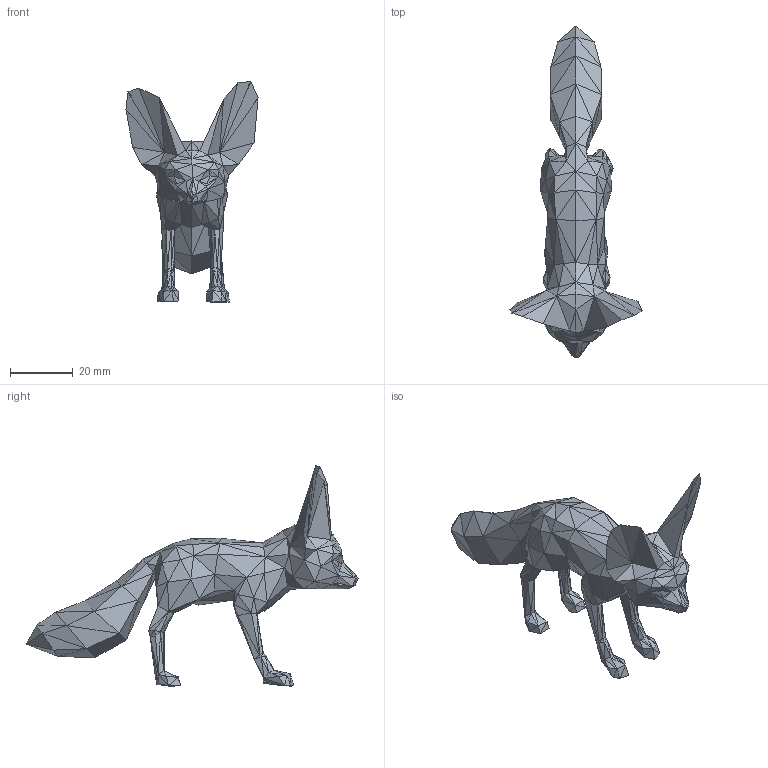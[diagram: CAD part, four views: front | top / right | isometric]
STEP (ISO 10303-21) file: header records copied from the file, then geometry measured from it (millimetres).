
FILE_DESCRIPTION((''),'2;1');
FILE_NAME('Fennec_Fox', '2025-05-30T08:49:32', (''), (''), 'ImageToStl.com STEP Converter','', '');
FILE_SCHEMA(('AUTOMOTIVE_DESIGN_CC2'));
Length unit declared in the file: metre
Products named in the file (1): product0
Bounding box: 42.25 x 106.21 x 70.51 mm (x, y, z)
Surface area: 9946.3 mm2 (no closed solid volume)
Topology: 0 solids, 622 shells, 622 faces, 1866 edges, 313 vertices
Faces by surface type: plane 622
Entity records: 14338 total; most frequent: DIRECTION 3112, ORIENTED_EDGE 1866, EDGE_CURVE 1866, LINE 1866, VECTOR 1866, AXIS2_PLACEMENT_3D 623, FACE_SURFACE 622, PLANE 622
